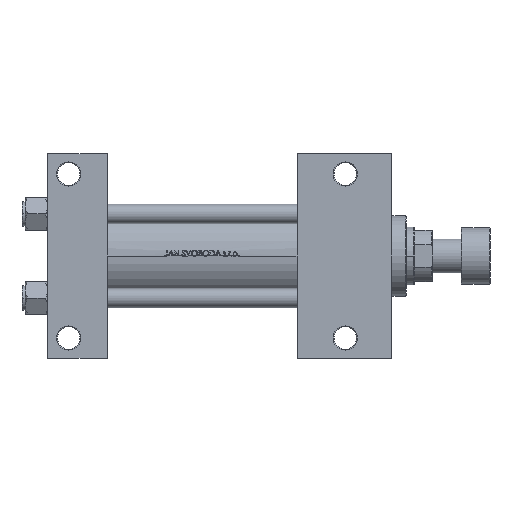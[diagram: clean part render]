
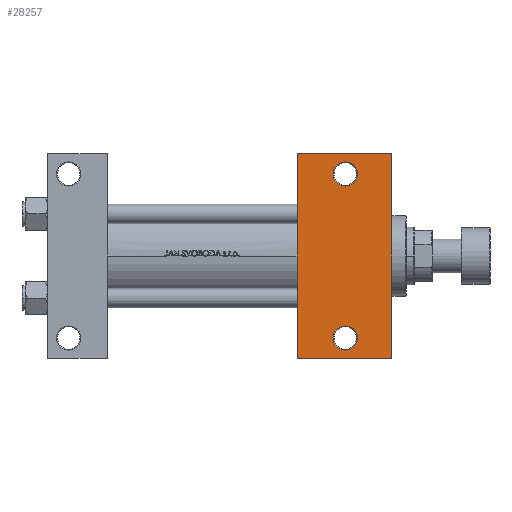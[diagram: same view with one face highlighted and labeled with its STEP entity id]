
A CAD part, front view. The second image highlights one B-rep face of the part: STEP entity #28257.
In plain terms, the highlighted face is planar.
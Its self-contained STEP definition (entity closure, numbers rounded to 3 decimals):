
#21 = CARTESIAN_POINT ( 'NONE',  ( 155., -63.5, -37.5 ) ) ;
#921 = DIRECTION ( 'NONE',  ( 0., 0., -1. ) ) ;
#968 = DIRECTION ( 'NONE',  ( 0., 0., 1. ) ) ;
#2040 = VERTEX_POINT ( 'NONE', #46523 ) ;
#2402 = AXIS2_PLACEMENT_3D ( 'NONE', #27545, #921, #16258 ) ;
#2615 = CIRCLE ( 'NONE', #30714, 7.5 ) ;
#2854 = AXIS2_PLACEMENT_3D ( 'NONE', #11800, #968, #38455 ) ;
#3181 = VERTEX_POINT ( 'NONE', #39748 ) ;
#4710 = EDGE_CURVE ( 'NONE', #2040, #7175, #49120, .T. ) ;
#6774 = CARTESIAN_POINT ( 'NONE',  ( 155., 63.5, -37.5 ) ) ;
#6983 = ORIENTED_EDGE ( 'NONE', *, *, #13220, .T. ) ;
#7175 = VERTEX_POINT ( 'NONE', #14087 ) ;
#7315 = EDGE_CURVE ( 'NONE', #17997, #44646, #12295, .T. ) ;
#7841 = EDGE_CURVE ( 'NONE', #36029, #42921, #24167, .T. ) ;
#9142 = EDGE_CURVE ( 'NONE', #32106, #42921, #49275, .T. ) ;
#9591 = EDGE_LOOP ( 'NONE', ( #19919, #34432 ) ) ;
#10056 = VECTOR ( 'NONE', #36718, 1000. ) ;
#10753 = DIRECTION ( 'NONE',  ( 0., 0., 1. ) ) ;
#11251 = CARTESIAN_POINT ( 'NONE',  ( 185., 51., -37.5 ) ) ;
#11800 = CARTESIAN_POINT ( 'NONE',  ( 185., -51., -37.5 ) ) ;
#12236 = FACE_OUTER_BOUND ( 'NONE', #31711, .T. ) ;
#12295 = CIRCLE ( 'NONE', #33132, 7.5 ) ;
#12554 = DIRECTION ( 'NONE',  ( 0., 0., 1. ) ) ;
#13220 = EDGE_CURVE ( 'NONE', #36029, #3181, #41216, .T. ) ;
#13405 = CARTESIAN_POINT ( 'NONE',  ( 214., 37.5, -37.5 ) ) ;
#14087 = CARTESIAN_POINT ( 'NONE',  ( 177.5, 51., -37.5 ) ) ;
#16258 = DIRECTION ( 'NONE',  ( -1., 0., 0. ) ) ;
#16388 = DIRECTION ( 'NONE',  ( 0., -1., 0. ) ) ;
#16612 = ORIENTED_EDGE ( 'NONE', *, *, #32698, .T. ) ;
#17997 = VERTEX_POINT ( 'NONE', #27495 ) ;
#19919 = ORIENTED_EDGE ( 'NONE', *, *, #46536, .T. ) ;
#20152 = CARTESIAN_POINT ( 'NONE',  ( 185., 51., -37.5 ) ) ;
#21246 = CARTESIAN_POINT ( 'NONE',  ( 214., -63.5, -37.5 ) ) ;
#21812 = ORIENTED_EDGE ( 'NONE', *, *, #7841, .F. ) ;
#22155 = LINE ( 'NONE', #13405, #31800 ) ;
#22329 = CARTESIAN_POINT ( 'NONE',  ( 155., -63.5, -37.5 ) ) ;
#24167 = LINE ( 'NONE', #27429, #45177 ) ;
#24349 = DIRECTION ( 'NONE',  ( -1., 0., 0. ) ) ;
#27429 = CARTESIAN_POINT ( 'NONE',  ( 155., 37.5, -37.5 ) ) ;
#27453 = AXIS2_PLACEMENT_3D ( 'NONE', #11251, #10753, #49697 ) ;
#27495 = CARTESIAN_POINT ( 'NONE',  ( 192.5, -51., -37.5 ) ) ;
#27545 = CARTESIAN_POINT ( 'NONE',  ( 214., 37.5, -37.5 ) ) ;
#28257 = ADVANCED_FACE ( 'NONE', ( #31331, #28290, #12236 ), #35364, .T. ) ;
#28290 = FACE_BOUND ( 'NONE', #9591, .T. ) ;
#30714 = AXIS2_PLACEMENT_3D ( 'NONE', #20152, #35498, #31974 ) ;
#31331 = FACE_BOUND ( 'NONE', #43141, .T. ) ;
#31711 = EDGE_LOOP ( 'NONE', ( #21812, #6983, #32923, #45885 ) ) ;
#31800 = VECTOR ( 'NONE', #45031, 1000. ) ;
#31974 = DIRECTION ( 'NONE',  ( -1., 0., 0. ) ) ;
#32106 = VERTEX_POINT ( 'NONE', #21246 ) ;
#32698 = EDGE_CURVE ( 'NONE', #7175, #2040, #2615, .T. ) ;
#32923 = ORIENTED_EDGE ( 'NONE', *, *, #43689, .T. ) ;
#33132 = AXIS2_PLACEMENT_3D ( 'NONE', #43450, #12554, #24349 ) ;
#34432 = ORIENTED_EDGE ( 'NONE', *, *, #7315, .T. ) ;
#35364 = PLANE ( 'NONE',  #2402 ) ;
#35498 = DIRECTION ( 'NONE',  ( 0., 0., 1. ) ) ;
#35757 = ORIENTED_EDGE ( 'NONE', *, *, #4710, .T. ) ;
#36029 = VERTEX_POINT ( 'NONE', #44895 ) ;
#36718 = DIRECTION ( 'NONE',  ( 1., 0., 0. ) ) ;
#38455 = DIRECTION ( 'NONE',  ( -1., 0., 0. ) ) ;
#39748 = CARTESIAN_POINT ( 'NONE',  ( 214., 63.5, -37.5 ) ) ;
#41216 = LINE ( 'NONE', #6774, #10056 ) ;
#42921 = VERTEX_POINT ( 'NONE', #22329 ) ;
#43141 = EDGE_LOOP ( 'NONE', ( #16612, #35757 ) ) ;
#43450 = CARTESIAN_POINT ( 'NONE',  ( 185., -51., -37.5 ) ) ;
#43689 = EDGE_CURVE ( 'NONE', #3181, #32106, #22155, .T. ) ;
#44424 = VECTOR ( 'NONE', #46019, 1000. ) ;
#44646 = VERTEX_POINT ( 'NONE', #46544 ) ;
#44895 = CARTESIAN_POINT ( 'NONE',  ( 155., 63.5, -37.5 ) ) ;
#45031 = DIRECTION ( 'NONE',  ( 0., -1., 0. ) ) ;
#45177 = VECTOR ( 'NONE', #16388, 1000. ) ;
#45885 = ORIENTED_EDGE ( 'NONE', *, *, #9142, .T. ) ;
#46019 = DIRECTION ( 'NONE',  ( -1., 0., 0. ) ) ;
#46523 = CARTESIAN_POINT ( 'NONE',  ( 192.5, 51., -37.5 ) ) ;
#46536 = EDGE_CURVE ( 'NONE', #44646, #17997, #48593, .T. ) ;
#46544 = CARTESIAN_POINT ( 'NONE',  ( 177.5, -51., -37.5 ) ) ;
#48593 = CIRCLE ( 'NONE', #2854, 7.5 ) ;
#49120 = CIRCLE ( 'NONE', #27453, 7.5 ) ;
#49275 = LINE ( 'NONE', #21, #44424 ) ;
#49697 = DIRECTION ( 'NONE',  ( -1., 0., 0. ) ) ;
